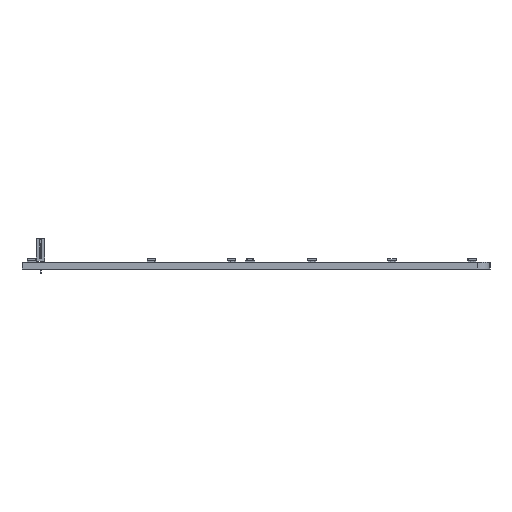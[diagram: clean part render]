
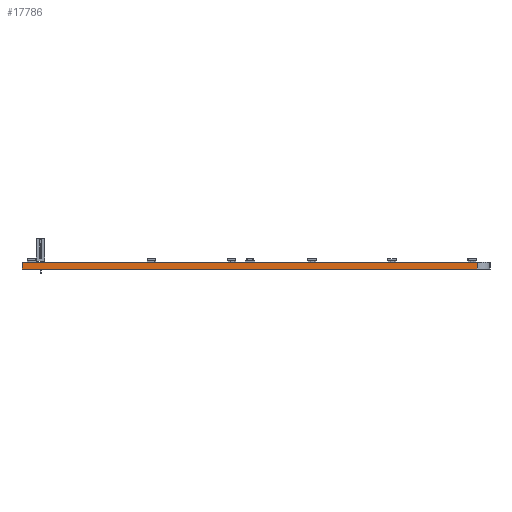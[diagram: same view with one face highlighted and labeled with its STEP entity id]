
A CAD part, left-side view. The second image highlights one B-rep face of the part: STEP entity #17786.
In plain terms, the highlighted planar face has unit normal (-1, 0, 0).
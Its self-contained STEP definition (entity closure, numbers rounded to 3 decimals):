
#13154 = PLANE('',#13155);
#13155 = AXIS2_PLACEMENT_3D('',#13156,#13157,#13158);
#13156 = CARTESIAN_POINT('',(210.267,-159.99,1.6));
#13157 = DIRECTION('',(0.,0.,1.));
#13158 = DIRECTION('',(1.,0.,0.));
#13182 = PLANE('',#13183);
#13183 = AXIS2_PLACEMENT_3D('',#13184,#13185,#13186);
#13184 = CARTESIAN_POINT('',(383.767,-104.525,0.));
#13185 = DIRECTION('',(0.,-1.,0.));
#13186 = DIRECTION('',(-1.,0.,0.));
#13208 = PLANE('',#13209);
#13209 = AXIS2_PLACEMENT_3D('',#13210,#13211,#13212);
#13210 = CARTESIAN_POINT('',(210.267,-159.99,0.));
#13211 = DIRECTION('',(0.,0.,1.));
#13212 = DIRECTION('',(1.,0.,0.));
#13303 = VERTEX_POINT('',#13304);
#13304 = CARTESIAN_POINT('',(36.767,-104.525,1.6));
#13325 = EDGE_CURVE('',#13326,#13303,#13328,.T.);
#13326 = VERTEX_POINT('',#13327);
#13327 = CARTESIAN_POINT('',(36.767,-104.525,0.));
#13328 = SURFACE_CURVE('',#13329,(#13333,#13340),.PCURVE_S1.);
#13329 = LINE('',#13330,#13331);
#13330 = CARTESIAN_POINT('',(36.767,-104.525,0.));
#13331 = VECTOR('',#13332,1.);
#13332 = DIRECTION('',(0.,0.,1.));
#13333 = PCURVE('',#13182,#13334);
#13334 = DEFINITIONAL_REPRESENTATION('',(#13335),#13339);
#13335 = LINE('',#13336,#13337);
#13336 = CARTESIAN_POINT('',(347.,0.));
#13337 = VECTOR('',#13338,1.);
#13338 = DIRECTION('',(0.,-1.));
#13339 = ( GEOMETRIC_REPRESENTATION_CONTEXT(2) 
PARAMETRIC_REPRESENTATION_CONTEXT() REPRESENTATION_CONTEXT('2D SPACE',''
  ) );
#13340 = PCURVE('',#13341,#13346);
#13341 = PLANE('',#13342);
#13342 = AXIS2_PLACEMENT_3D('',#13343,#13344,#13345);
#13343 = CARTESIAN_POINT('',(36.767,-104.525,0.));
#13344 = DIRECTION('',(1.,0.,0.));
#13345 = DIRECTION('',(0.,-1.,0.));
#13346 = DEFINITIONAL_REPRESENTATION('',(#13347),#13351);
#13347 = LINE('',#13348,#13349);
#13348 = CARTESIAN_POINT('',(0.,0.));
#13349 = VECTOR('',#13350,1.);
#13350 = DIRECTION('',(0.,-1.));
#13351 = ( GEOMETRIC_REPRESENTATION_CONTEXT(2) 
PARAMETRIC_REPRESENTATION_CONTEXT() REPRESENTATION_CONTEXT('2D SPACE',''
  ) );
#13379 = EDGE_CURVE('',#13326,#13380,#13382,.T.);
#13380 = VERTEX_POINT('',#13381);
#13381 = CARTESIAN_POINT('',(36.767,-212.785,0.));
#13382 = SURFACE_CURVE('',#13383,(#13387,#13394),.PCURVE_S1.);
#13383 = LINE('',#13384,#13385);
#13384 = CARTESIAN_POINT('',(36.767,-104.525,0.));
#13385 = VECTOR('',#13386,1.);
#13386 = DIRECTION('',(0.,-1.,0.));
#13387 = PCURVE('',#13208,#13388);
#13388 = DEFINITIONAL_REPRESENTATION('',(#13389),#13393);
#13389 = LINE('',#13390,#13391);
#13390 = CARTESIAN_POINT('',(-173.5,55.465));
#13391 = VECTOR('',#13392,1.);
#13392 = DIRECTION('',(0.,-1.));
#13393 = ( GEOMETRIC_REPRESENTATION_CONTEXT(2) 
PARAMETRIC_REPRESENTATION_CONTEXT() REPRESENTATION_CONTEXT('2D SPACE',''
  ) );
#13394 = PCURVE('',#13341,#13395);
#13395 = DEFINITIONAL_REPRESENTATION('',(#13396),#13400);
#13396 = LINE('',#13397,#13398);
#13397 = CARTESIAN_POINT('',(0.,0.));
#13398 = VECTOR('',#13399,1.);
#13399 = DIRECTION('',(1.,0.));
#13400 = ( GEOMETRIC_REPRESENTATION_CONTEXT(2) 
PARAMETRIC_REPRESENTATION_CONTEXT() REPRESENTATION_CONTEXT('2D SPACE',''
  ) );
#13419 = CYLINDRICAL_SURFACE('',#13420,3.);
#13420 = AXIS2_PLACEMENT_3D('',#13421,#13422,#13423);
#13421 = CARTESIAN_POINT('',(39.767,-212.785,0.));
#13422 = DIRECTION('',(0.,0.,-1.));
#13423 = DIRECTION('',(1.,0.,0.));
#15772 = EDGE_CURVE('',#13303,#15773,#15775,.T.);
#15773 = VERTEX_POINT('',#15774);
#15774 = CARTESIAN_POINT('',(36.767,-212.785,1.6));
#15775 = SURFACE_CURVE('',#15776,(#15780,#15787),.PCURVE_S1.);
#15776 = LINE('',#15777,#15778);
#15777 = CARTESIAN_POINT('',(36.767,-104.525,1.6));
#15778 = VECTOR('',#15779,1.);
#15779 = DIRECTION('',(0.,-1.,0.));
#15780 = PCURVE('',#13154,#15781);
#15781 = DEFINITIONAL_REPRESENTATION('',(#15782),#15786);
#15782 = LINE('',#15783,#15784);
#15783 = CARTESIAN_POINT('',(-173.5,55.465));
#15784 = VECTOR('',#15785,1.);
#15785 = DIRECTION('',(0.,-1.));
#15786 = ( GEOMETRIC_REPRESENTATION_CONTEXT(2) 
PARAMETRIC_REPRESENTATION_CONTEXT() REPRESENTATION_CONTEXT('2D SPACE',''
  ) );
#15787 = PCURVE('',#13341,#15788);
#15788 = DEFINITIONAL_REPRESENTATION('',(#15789),#15793);
#15789 = LINE('',#15790,#15791);
#15790 = CARTESIAN_POINT('',(0.,-1.6));
#15791 = VECTOR('',#15792,1.);
#15792 = DIRECTION('',(1.,0.));
#15793 = ( GEOMETRIC_REPRESENTATION_CONTEXT(2) 
PARAMETRIC_REPRESENTATION_CONTEXT() REPRESENTATION_CONTEXT('2D SPACE',''
  ) );
#17786 = ADVANCED_FACE('',(#17787),#13341,.F.);
#17787 = FACE_BOUND('',#17788,.F.);
#17788 = EDGE_LOOP('',(#17789,#17790,#17791,#17812));
#17789 = ORIENTED_EDGE('',*,*,#13325,.T.);
#17790 = ORIENTED_EDGE('',*,*,#15772,.T.);
#17791 = ORIENTED_EDGE('',*,*,#17792,.F.);
#17792 = EDGE_CURVE('',#13380,#15773,#17793,.T.);
#17793 = SURFACE_CURVE('',#17794,(#17798,#17805),.PCURVE_S1.);
#17794 = LINE('',#17795,#17796);
#17795 = CARTESIAN_POINT('',(36.767,-212.785,0.));
#17796 = VECTOR('',#17797,1.);
#17797 = DIRECTION('',(0.,0.,1.));
#17798 = PCURVE('',#13341,#17799);
#17799 = DEFINITIONAL_REPRESENTATION('',(#17800),#17804);
#17800 = LINE('',#17801,#17802);
#17801 = CARTESIAN_POINT('',(108.26,0.));
#17802 = VECTOR('',#17803,1.);
#17803 = DIRECTION('',(0.,-1.));
#17804 = ( GEOMETRIC_REPRESENTATION_CONTEXT(2) 
PARAMETRIC_REPRESENTATION_CONTEXT() REPRESENTATION_CONTEXT('2D SPACE',''
  ) );
#17805 = PCURVE('',#13419,#17806);
#17806 = DEFINITIONAL_REPRESENTATION('',(#17807),#17811);
#17807 = LINE('',#17808,#17809);
#17808 = CARTESIAN_POINT('',(-3.142,0.));
#17809 = VECTOR('',#17810,1.);
#17810 = DIRECTION('',(0.,-1.));
#17811 = ( GEOMETRIC_REPRESENTATION_CONTEXT(2) 
PARAMETRIC_REPRESENTATION_CONTEXT() REPRESENTATION_CONTEXT('2D SPACE',''
  ) );
#17812 = ORIENTED_EDGE('',*,*,#13379,.F.);
